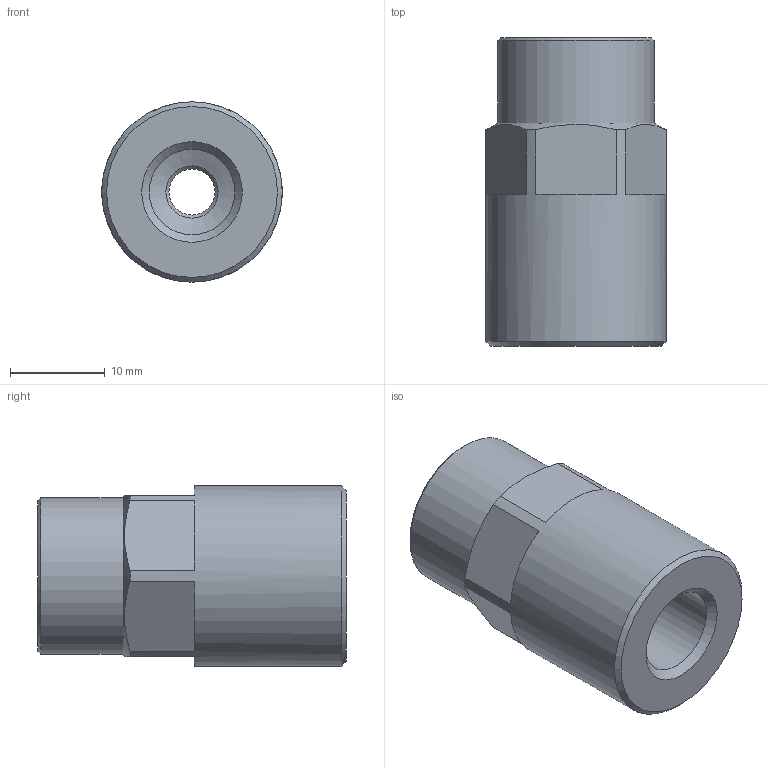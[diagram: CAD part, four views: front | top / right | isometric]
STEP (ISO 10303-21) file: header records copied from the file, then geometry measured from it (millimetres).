
FILE_DESCRIPTION(( 'MAF.13.08.M10X1.stp' ), '1');
FILE_NAME( 'MAF.13.08.M10X1.stp', '2021-02-19T15:27:24',( 'Sopra'),('sopra-pneumatic.com'), 'SwSTEP 2.0','SolidWorks 2009','' );
FILE_SCHEMA( ( 'AUTOMOTIVE_DESIGN { 1 0 10303 214 1 1 1 1 }' ) );
Length unit declared in the file: millimetre
Products named in the file (1): Rivoluzione1
Bounding box: 19 x 32.5 x 19 mm (x, y, z)
Volume: 6692.8 mm3; surface area: 3732.7 mm2
Topology: 1 solids, 1 shells, 170 faces, 444 edges, 293 vertices
Faces by surface type: plane 79, bspline 72, cylinder 9, cone 8, torus 2
Full cylindrical faces by diameter (mm): 4.85 x1, 5.5 x1, 5.85 x1, 8.15 x2, 9 x1, 14 x1, 16.5 x1, 19 x1
Entity records: 10164 total; most frequent: CARTESIAN_POINT 5185, ORIENTED_EDGE 842, DIRECTION 502, EDGE_CURVE 421, VERTEX_POINT 289, LINE 234, VECTOR 234, EDGE_LOOP 208
